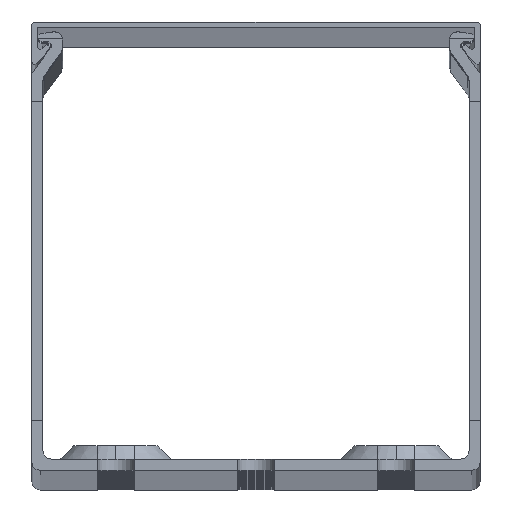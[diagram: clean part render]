
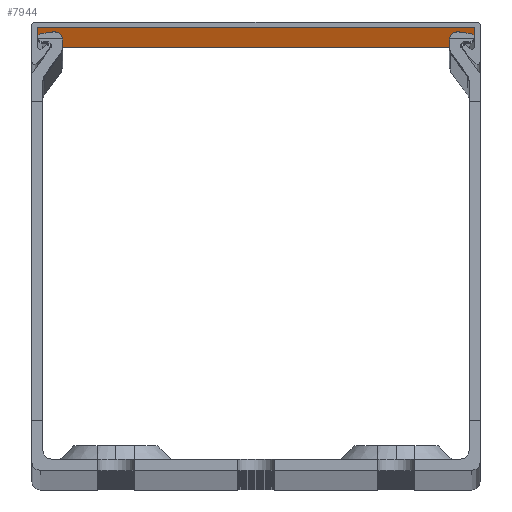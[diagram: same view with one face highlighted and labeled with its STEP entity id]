
A CAD part, top view. The second image highlights one B-rep face of the part: STEP entity #7944.
In plain terms, the highlighted planar face has unit normal (0, -1, 0).
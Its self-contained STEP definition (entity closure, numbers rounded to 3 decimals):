
#1542 = DIRECTION ( 'NONE',  ( -1., 0., 0. ) ) ;
#2051 = ORIENTED_EDGE ( 'NONE', *, *, #52326, .T. ) ;
#4039 = ORIENTED_EDGE ( 'NONE', *, *, #37170, .T. ) ;
#4204 = CARTESIAN_POINT ( 'NONE',  ( -39., 79., 1080.44 ) ) ;
#5333 = CARTESIAN_POINT ( 'NONE',  ( -39., 79., -1000. ) ) ;
#6171 = EDGE_CURVE ( 'NONE', #41035, #45804, #30424, .T. ) ;
#6654 = LINE ( 'NONE', #13966, #27841 ) ;
#7145 = DIRECTION ( 'NONE',  ( 0., 1., 0. ) ) ;
#7944 = ADVANCED_FACE ( 'NONE', ( #40353 ), #52480, .F. ) ;
#8061 = CARTESIAN_POINT ( 'NONE',  ( -39., 79., 1000. ) ) ;
#9235 = EDGE_CURVE ( 'NONE', #47307, #45804, #19849, .T. ) ;
#10932 = DIRECTION ( 'NONE',  ( 0., 0., -1. ) ) ;
#13966 = CARTESIAN_POINT ( 'NONE',  ( -39., 79., 1000. ) ) ;
#16906 = VERTEX_POINT ( 'NONE', #8061 ) ;
#18719 = CARTESIAN_POINT ( 'NONE',  ( 39., 79., -1000. ) ) ;
#19849 = LINE ( 'NONE', #23640, #37902 ) ;
#20676 = DIRECTION ( 'NONE',  ( 0., 0., -1. ) ) ;
#22447 = CARTESIAN_POINT ( 'NONE',  ( 39., 79., 1000. ) ) ;
#23640 = CARTESIAN_POINT ( 'NONE',  ( 39., 79., 1080.44 ) ) ;
#23933 = LINE ( 'NONE', #4204, #43148 ) ;
#24110 = AXIS2_PLACEMENT_3D ( 'NONE', #31680, #7145, #47918 ) ;
#27841 = VECTOR ( 'NONE', #1542, 1000. ) ;
#30424 = LINE ( 'NONE', #5333, #42111 ) ;
#31680 = CARTESIAN_POINT ( 'NONE',  ( -39., 79., 1080.44 ) ) ;
#37170 = EDGE_CURVE ( 'NONE', #47307, #16906, #6654, .T. ) ;
#37741 = ORIENTED_EDGE ( 'NONE', *, *, #9235, .F. ) ;
#37778 = ORIENTED_EDGE ( 'NONE', *, *, #6171, .T. ) ;
#37902 = VECTOR ( 'NONE', #10932, 1000. ) ;
#40353 = FACE_OUTER_BOUND ( 'NONE', #40430, .T. ) ;
#40430 = EDGE_LOOP ( 'NONE', ( #37741, #4039, #2051, #37778 ) ) ;
#41035 = VERTEX_POINT ( 'NONE', #45644 ) ;
#42111 = VECTOR ( 'NONE', #50954, 1000. ) ;
#43148 = VECTOR ( 'NONE', #20676, 1000. ) ;
#45644 = CARTESIAN_POINT ( 'NONE',  ( -39., 79., -1000. ) ) ;
#45804 = VERTEX_POINT ( 'NONE', #18719 ) ;
#47307 = VERTEX_POINT ( 'NONE', #22447 ) ;
#47918 = DIRECTION ( 'NONE',  ( 0., 0., 1. ) ) ;
#50954 = DIRECTION ( 'NONE',  ( 1., 0., 0. ) ) ;
#52326 = EDGE_CURVE ( 'NONE', #16906, #41035, #23933, .T. ) ;
#52480 = PLANE ( 'NONE',  #24110 ) ;
